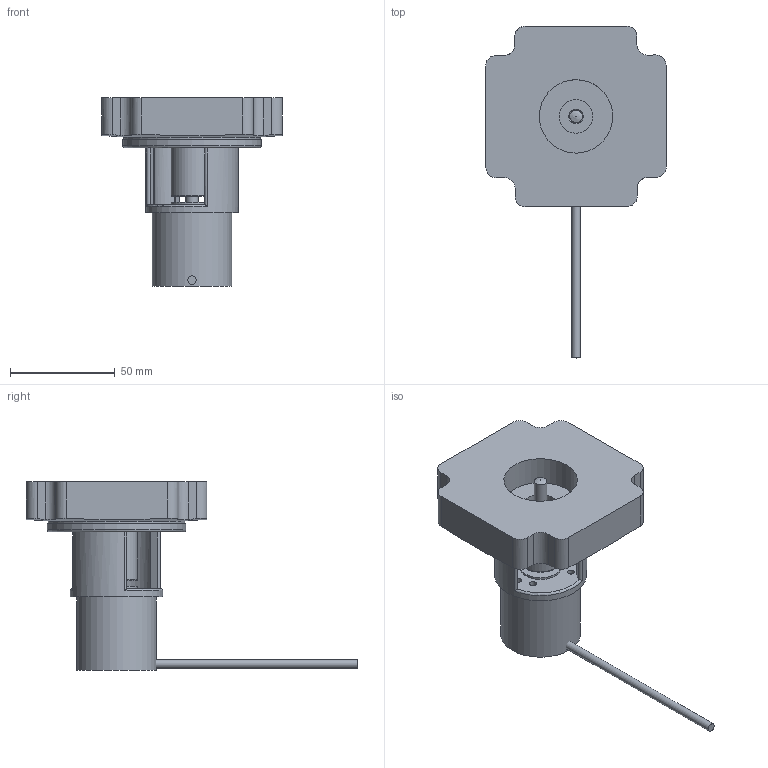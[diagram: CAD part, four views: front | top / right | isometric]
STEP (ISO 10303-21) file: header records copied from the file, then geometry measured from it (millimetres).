
FILE_DESCRIPTION(/* description */ ('STEP AP203'),/* implementation_level */ '2;1');
FILE_NAME(/* name */ 'GEBEREINBAU_Muecke_001.step',/* time_stamp */ '2023-04-22T08:57:52+02:00',/* author */ ('MVM1'),/* organization */ (''),/* preprocessor_version */ 'ST-DEVELOPER v19',/* originating_system */ 'Autodesk Inventor 2023',/* authorisation */ '');
FILE_SCHEMA (('AUTOMOTIVE_DESIGN { 1 0 10303 214 3 1 1 }'));
Length unit declared in the file: millimetre
Products named in the file (6): GEBEREINBAU; LPD3806-600BM-G5-24C; STIFT_6x32; KUPPLUNGSGLOCKE_GEBER; MOTORDECKEL; RS20-6-6
Assembly tree (5 placements, depth 2):
  GEBEREINBAU
    LPD3806-600BM-G5-24C
    STIFT_6x32
    KUPPLUNGSGLOCKE_GEBER
    MOTORDECKEL
    RS20-6-6
Bounding box: 86.18 x 158.09 x 90 mm (x, y, z)
Volume: 182875.3 mm3; surface area: 51358 mm2
Topology: 8 solids, 8 shells, 106 faces, 257 edges, 167 vertices
Faces by surface type: cylinder 51, plane 36, cone 9, torus 7, sphere 2, bspline 1
Full cylindrical faces by diameter (mm): 2.5 x6, 3.3 x6, 4 x1, 4.5 x4, 6 x3, 16 x2, 20 x3, 35 x1, 36 x1, 38 x1, 44 x1, 65 x1, 66 x1
Entity records: 3638 total; most frequent: CARTESIAN_POINT 782, DIRECTION 584, ORIENTED_EDGE 502, EDGE_CURVE 251, AXIS2_PLACEMENT_3D 240, VERTEX_POINT 167, EDGE_LOOP 144, CIRCLE 123
